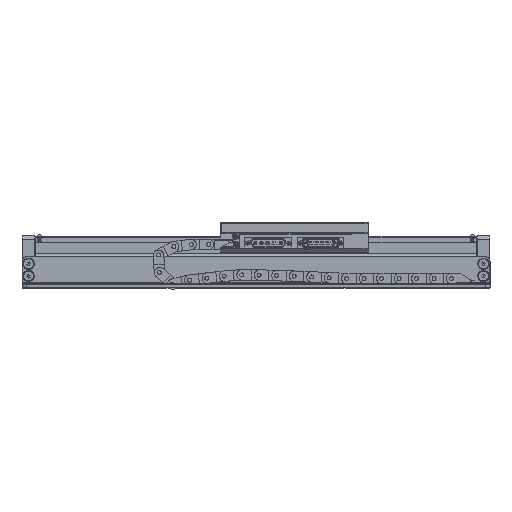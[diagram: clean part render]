
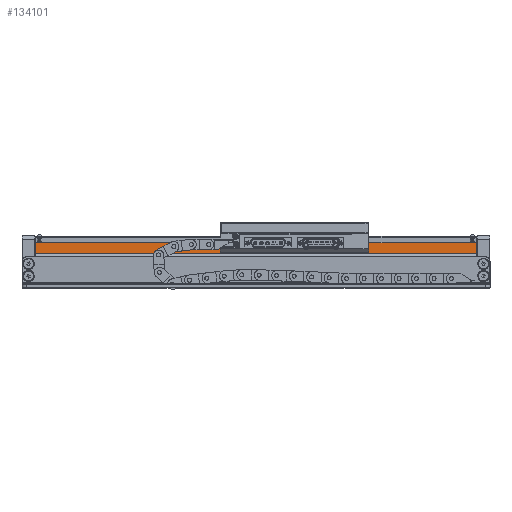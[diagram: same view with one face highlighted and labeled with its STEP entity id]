
A CAD part, top view. The second image highlights one B-rep face of the part: STEP entity #134101.
In plain terms, the highlighted planar face has unit normal (0, 0, 1).
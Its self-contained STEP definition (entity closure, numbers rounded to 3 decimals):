
#109 = VERTEX_POINT ( 'NONE', #24494 ) ;
#602 = ORIENTED_EDGE ( 'NONE', *, *, #47428, .T. ) ;
#804 = CARTESIAN_POINT ( 'NONE',  ( -319.593, 40., 95.393 ) ) ;
#962 = CARTESIAN_POINT ( 'NONE',  ( -319.593, 44., 95.393 ) ) ;
#1784 = ORIENTED_EDGE ( 'NONE', *, *, #89986, .T. ) ;
#2295 = CARTESIAN_POINT ( 'NONE',  ( 61.957, 41., 95.393 ) ) ;
#3459 = EDGE_CURVE ( 'NONE', #70318, #14091, #114224, .T. ) ;
#4387 = ORIENTED_EDGE ( 'NONE', *, *, #49188, .T. ) ;
#5275 = CARTESIAN_POINT ( 'NONE',  ( -319.593, 52., 95.393 ) ) ;
#7501 = CARTESIAN_POINT ( 'NONE',  ( 103.107, 52., 95.393 ) ) ;
#8183 = CARTESIAN_POINT ( 'NONE',  ( 185.407, 52., 95.393 ) ) ;
#12811 = CARTESIAN_POINT ( 'NONE',  ( -51.376, 41., 95.393 ) ) ;
#14091 = VERTEX_POINT ( 'NONE', #122163 ) ;
#14911 = VERTEX_POINT ( 'NONE', #113280 ) ;
#21809 = ORIENTED_EDGE ( 'NONE', *, *, #85782, .T. ) ;
#21833 = ORIENTED_EDGE ( 'NONE', *, *, #33261, .F. ) ;
#24065 = CARTESIAN_POINT ( 'NONE',  ( -319.593, 52., 95.393 ) ) ;
#24068 = VERTEX_POINT ( 'NONE', #41720 ) ;
#24494 = CARTESIAN_POINT ( 'NONE',  ( -108.043, 41., 95.393 ) ) ;
#24726 = CARTESIAN_POINT ( 'NONE',  ( -108.043, 41., 95.393 ) ) ;
#29662 = CARTESIAN_POINT ( 'NONE',  ( 185.407, 40., 95.393 ) ) ;
#30903 = FACE_OUTER_BOUND ( 'NONE', #108604, .T. ) ;
#31668 = CARTESIAN_POINT ( 'NONE',  ( -151.26, 40., 95.393 ) ) ;
#32051 = CARTESIAN_POINT ( 'NONE',  ( 61.957, 52., 95.393 ) ) ;
#32170 = B_SPLINE_CURVE_WITH_KNOTS ( 'NONE', 3,
 ( #32051, #72744, #104920, #64268 ),
 .UNSPECIFIED., .F., .F.,
 ( 4, 4 ),
 ( 0., 1. ),
 .UNSPECIFIED. ) ;
#33261 = EDGE_CURVE ( 'NONE', #109, #114460, #51166, .T. ) ;
#41113 = CARTESIAN_POINT ( 'NONE',  ( 61.957, 52., 95.393 ) ) ;
#41720 = CARTESIAN_POINT ( 'NONE',  ( 61.957, 52., 95.393 ) ) ;
#42100 = PLANE ( 'NONE',  #127457 ) ;
#44911 = CARTESIAN_POINT ( 'NONE',  ( 185.407, 48., 95.393 ) ) ;
#45800 = B_SPLINE_CURVE_WITH_KNOTS ( 'NONE', 3,
 ( #8183, #105501, #7501, #41113 ),
 .UNSPECIFIED., .F., .F.,
 ( 4, 4 ),
 ( 0., 1. ),
 .UNSPECIFIED. ) ;
#47428 = EDGE_CURVE ( 'NONE', #101703, #99440, #114385, .T. ) ;
#48724 = CARTESIAN_POINT ( 'NONE',  ( -108.043, 52., 95.393 ) ) ;
#49188 = EDGE_CURVE ( 'NONE', #24068, #114460, #32170, .T. ) ;
#51166 = B_SPLINE_CURVE_WITH_KNOTS ( 'NONE', 3,
 ( #24726, #12811, #78665, #2295 ),
 .UNSPECIFIED., .F., .F.,
 ( 4, 4 ),
 ( 0., 1. ),
 .UNSPECIFIED. ) ;
#52559 = CARTESIAN_POINT ( 'NONE',  ( 61.957, 41., 95.393 ) ) ;
#52683 = EDGE_CURVE ( 'NONE', #14911, #24068, #45800, .T. ) ;
#53321 = CARTESIAN_POINT ( 'NONE',  ( 185.407, 44., 95.393 ) ) ;
#54011 = CARTESIAN_POINT ( 'NONE',  ( 185.407, 52., 95.393 ) ) ;
#54731 = CARTESIAN_POINT ( 'NONE',  ( 17.074, 40., 95.393 ) ) ;
#54890 = CARTESIAN_POINT ( 'NONE',  ( -319.593, 40., 95.393 ) ) ;
#56280 = CARTESIAN_POINT ( 'NONE',  ( -108.043, 48.333, 95.393 ) ) ;
#56955 = B_SPLINE_CURVE_WITH_KNOTS ( 'NONE', 3,
 ( #131863, #131165, #56280, #88487 ),
 .UNSPECIFIED., .F., .F.,
 ( 4, 4 ),
 ( 0., 1. ),
 .UNSPECIFIED. ) ;
#58531 = CARTESIAN_POINT ( 'NONE',  ( -178.56, 52., 95.393 ) ) ;
#64268 = CARTESIAN_POINT ( 'NONE',  ( 61.957, 41., 95.393 ) ) ;
#66812 = CARTESIAN_POINT ( 'NONE',  ( -319.593, 48., 95.393 ) ) ;
#70318 = VERTEX_POINT ( 'NONE', #91154 ) ;
#72744 = CARTESIAN_POINT ( 'NONE',  ( 61.957, 48.333, 95.393 ) ) ;
#78665 = CARTESIAN_POINT ( 'NONE',  ( 5.29, 41., 95.393 ) ) ;
#84037 = EDGE_CURVE ( 'NONE', #109, #70318, #56955, .T. ) ;
#84206 = CARTESIAN_POINT ( 'NONE',  ( 185.407, 40., 95.393 ) ) ;
#85782 = EDGE_CURVE ( 'NONE', #14091, #101703, #89912, .T. ) ;
#88487 = CARTESIAN_POINT ( 'NONE',  ( -108.043, 52., 95.393 ) ) ;
#89912 = B_SPLINE_CURVE_WITH_KNOTS ( 'NONE', 3,
 ( #24065, #66812, #962, #54890 ),
 .UNSPECIFIED., .F., .F.,
 ( 4, 4 ),
 ( 0., 1. ),
 .UNSPECIFIED. ) ;
#89986 = EDGE_CURVE ( 'NONE', #99440, #14911, #123701, .T. ) ;
#91154 = CARTESIAN_POINT ( 'NONE',  ( -108.043, 52., 95.393 ) ) ;
#94147 = ORIENTED_EDGE ( 'NONE', *, *, #84037, .T. ) ;
#96673 = DIRECTION ( 'NONE',  ( 0., 0., 1. ) ) ;
#99440 = VERTEX_POINT ( 'NONE', #29662 ) ;
#101234 = CARTESIAN_POINT ( 'NONE',  ( -249.076, 52., 95.393 ) ) ;
#101703 = VERTEX_POINT ( 'NONE', #102833 ) ;
#102833 = CARTESIAN_POINT ( 'NONE',  ( -319.593, 40., 95.393 ) ) ;
#104920 = CARTESIAN_POINT ( 'NONE',  ( 61.957, 44.667, 95.393 ) ) ;
#105501 = CARTESIAN_POINT ( 'NONE',  ( 144.257, 52., 95.393 ) ) ;
#105815 = DIRECTION ( 'NONE',  ( 0., -1., 0. ) ) ;
#107181 = CARTESIAN_POINT ( 'NONE',  ( -320.593, -524.946, 95.393 ) ) ;
#108604 = EDGE_LOOP ( 'NONE', ( #602, #1784, #126761, #4387, #21833, #94147, #112916, #21809 ) ) ;
#112916 = ORIENTED_EDGE ( 'NONE', *, *, #3459, .T. ) ;
#113280 = CARTESIAN_POINT ( 'NONE',  ( 185.407, 52., 95.393 ) ) ;
#114224 = B_SPLINE_CURVE_WITH_KNOTS ( 'NONE', 3,
 ( #48724, #58531, #101234, #5275 ),
 .UNSPECIFIED., .F., .F.,
 ( 4, 4 ),
 ( 0., 1. ),
 .UNSPECIFIED. ) ;
#114385 = B_SPLINE_CURVE_WITH_KNOTS ( 'NONE', 3,
 ( #804, #31668, #54731, #84206 ),
 .UNSPECIFIED., .F., .F.,
 ( 4, 4 ),
 ( 0., 1. ),
 .UNSPECIFIED. ) ;
#114460 = VERTEX_POINT ( 'NONE', #52559 ) ;
#117720 = CARTESIAN_POINT ( 'NONE',  ( 185.407, 40., 95.393 ) ) ;
#122163 = CARTESIAN_POINT ( 'NONE',  ( -319.593, 52., 95.393 ) ) ;
#123701 = B_SPLINE_CURVE_WITH_KNOTS ( 'NONE', 3,
 ( #117720, #53321, #44911, #54011 ),
 .UNSPECIFIED., .F., .F.,
 ( 4, 4 ),
 ( 0., 1. ),
 .UNSPECIFIED. ) ;
#126761 = ORIENTED_EDGE ( 'NONE', *, *, #52683, .T. ) ;
#127457 = AXIS2_PLACEMENT_3D ( 'NONE', #107181, #96673, #105815 ) ;
#131165 = CARTESIAN_POINT ( 'NONE',  ( -108.043, 44.667, 95.393 ) ) ;
#131863 = CARTESIAN_POINT ( 'NONE',  ( -108.043, 41., 95.393 ) ) ;
#134101 = ADVANCED_FACE ( 'NONE', ( #30903 ), #42100, .T. ) ;
